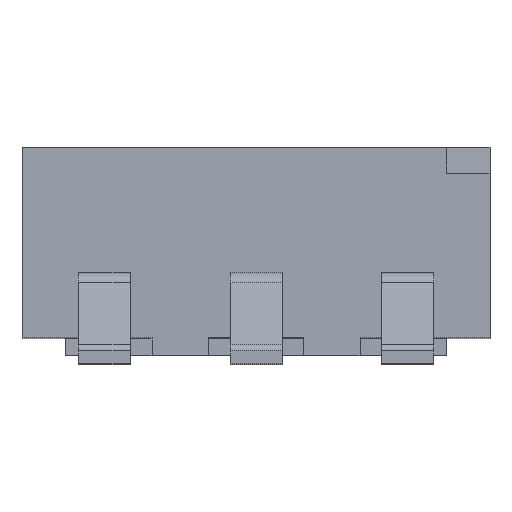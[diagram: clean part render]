
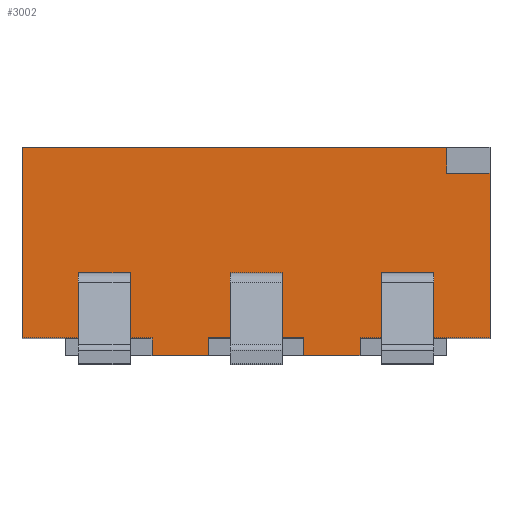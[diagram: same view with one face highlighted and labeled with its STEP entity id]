
A CAD part, top view. The second image highlights one B-rep face of the part: STEP entity #3002.
In plain terms, the highlighted planar face has unit normal (0, 0, 1).
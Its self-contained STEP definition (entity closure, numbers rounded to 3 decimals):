
#208=ORIENTED_EDGE('',*,*,#839,.F.);
#209=ORIENTED_EDGE('',*,*,#840,.T.);
#210=ORIENTED_EDGE('',*,*,#841,.T.);
#211=ORIENTED_EDGE('',*,*,#842,.F.);
#212=ORIENTED_EDGE('',*,*,#843,.F.);
#213=ORIENTED_EDGE('',*,*,#844,.T.);
#214=ORIENTED_EDGE('',*,*,#845,.T.);
#215=ORIENTED_EDGE('',*,*,#846,.F.);
#216=ORIENTED_EDGE('',*,*,#847,.F.);
#217=ORIENTED_EDGE('',*,*,#848,.T.);
#218=ORIENTED_EDGE('',*,*,#849,.T.);
#219=ORIENTED_EDGE('',*,*,#850,.F.);
#220=ORIENTED_EDGE('',*,*,#851,.F.);
#221=ORIENTED_EDGE('',*,*,#835,.T.);
#222=ORIENTED_EDGE('',*,*,#852,.F.);
#223=ORIENTED_EDGE('',*,*,#853,.T.);
#224=ORIENTED_EDGE('',*,*,#802,.T.);
#225=ORIENTED_EDGE('',*,*,#808,.T.);
#226=ORIENTED_EDGE('',*,*,#854,.F.);
#227=ORIENTED_EDGE('',*,*,#855,.T.);
#228=ORIENTED_EDGE('',*,*,#856,.T.);
#229=ORIENTED_EDGE('',*,*,#857,.F.);
#230=ORIENTED_EDGE('',*,*,#858,.F.);
#231=ORIENTED_EDGE('',*,*,#859,.T.);
#232=ORIENTED_EDGE('',*,*,#860,.T.);
#233=ORIENTED_EDGE('',*,*,#861,.F.);
#802=EDGE_CURVE('',#1115,#1114,#1339,.T.);
#808=EDGE_CURVE('',#1114,#1120,#1345,.T.);
#835=EDGE_CURVE('',#1144,#1145,#1372,.T.);
#839=EDGE_CURVE('',#1147,#1148,#1376,.T.);
#840=EDGE_CURVE('',#1147,#1149,#1377,.T.);
#841=EDGE_CURVE('',#1149,#1150,#1378,.T.);
#842=EDGE_CURVE('',#1148,#1150,#1379,.T.);
#843=EDGE_CURVE('',#1151,#1152,#1380,.T.);
#844=EDGE_CURVE('',#1151,#1153,#1381,.T.);
#845=EDGE_CURVE('',#1153,#1154,#1382,.T.);
#846=EDGE_CURVE('',#1152,#1154,#1383,.T.);
#847=EDGE_CURVE('',#1155,#1156,#1384,.T.);
#848=EDGE_CURVE('',#1155,#1157,#1385,.T.);
#849=EDGE_CURVE('',#1157,#1158,#1386,.T.);
#850=EDGE_CURVE('',#1156,#1158,#1387,.T.);
#851=EDGE_CURVE('',#1144,#1159,#1388,.T.);
#852=EDGE_CURVE('',#1160,#1145,#1389,.T.);
#853=EDGE_CURVE('',#1160,#1115,#1390,.T.);
#854=EDGE_CURVE('',#1161,#1120,#1391,.T.);
#855=EDGE_CURVE('',#1161,#1162,#1392,.T.);
#856=EDGE_CURVE('',#1162,#1163,#1393,.T.);
#857=EDGE_CURVE('',#1164,#1163,#1394,.T.);
#858=EDGE_CURVE('',#1165,#1164,#1395,.T.);
#859=EDGE_CURVE('',#1165,#1166,#1396,.T.);
#860=EDGE_CURVE('',#1166,#1167,#1397,.T.);
#861=EDGE_CURVE('',#1159,#1167,#1398,.T.);
#1114=VERTEX_POINT('',#4016);
#1115=VERTEX_POINT('',#4018);
#1120=VERTEX_POINT('',#4029);
#1144=VERTEX_POINT('',#4083);
#1145=VERTEX_POINT('',#4084);
#1147=VERTEX_POINT('',#4091);
#1148=VERTEX_POINT('',#4092);
#1149=VERTEX_POINT('',#4094);
#1150=VERTEX_POINT('',#4096);
#1151=VERTEX_POINT('',#4099);
#1152=VERTEX_POINT('',#4100);
#1153=VERTEX_POINT('',#4102);
#1154=VERTEX_POINT('',#4104);
#1155=VERTEX_POINT('',#4107);
#1156=VERTEX_POINT('',#4108);
#1157=VERTEX_POINT('',#4110);
#1158=VERTEX_POINT('',#4112);
#1159=VERTEX_POINT('',#4115);
#1160=VERTEX_POINT('',#4117);
#1161=VERTEX_POINT('',#4120);
#1162=VERTEX_POINT('',#4122);
#1163=VERTEX_POINT('',#4124);
#1164=VERTEX_POINT('',#4126);
#1165=VERTEX_POINT('',#4128);
#1166=VERTEX_POINT('',#4130);
#1167=VERTEX_POINT('',#4132);
#1339=LINE('',#4017,#1609);
#1345=LINE('',#4030,#1615);
#1372=LINE('',#4082,#1642);
#1376=LINE('',#4090,#1646);
#1377=LINE('',#4093,#1647);
#1378=LINE('',#4095,#1648);
#1379=LINE('',#4097,#1649);
#1380=LINE('',#4098,#1650);
#1381=LINE('',#4101,#1651);
#1382=LINE('',#4103,#1652);
#1383=LINE('',#4105,#1653);
#1384=LINE('',#4106,#1654);
#1385=LINE('',#4109,#1655);
#1386=LINE('',#4111,#1656);
#1387=LINE('',#4113,#1657);
#1388=LINE('',#4114,#1658);
#1389=LINE('',#4116,#1659);
#1390=LINE('',#4118,#1660);
#1391=LINE('',#4119,#1661);
#1392=LINE('',#4121,#1662);
#1393=LINE('',#4123,#1663);
#1394=LINE('',#4125,#1664);
#1395=LINE('',#4127,#1665);
#1396=LINE('',#4129,#1666);
#1397=LINE('',#4131,#1667);
#1398=LINE('',#4133,#1668);
#1609=VECTOR('',#3368,1000.);
#1615=VECTOR('',#3376,1000.);
#1642=VECTOR('',#3407,1000.);
#1646=VECTOR('',#3413,1000.);
#1647=VECTOR('',#3414,1000.);
#1648=VECTOR('',#3415,1000.);
#1649=VECTOR('',#3416,1000.);
#1650=VECTOR('',#3417,1000.);
#1651=VECTOR('',#3418,1000.);
#1652=VECTOR('',#3419,1000.);
#1653=VECTOR('',#3420,1000.);
#1654=VECTOR('',#3421,1000.);
#1655=VECTOR('',#3422,1000.);
#1656=VECTOR('',#3423,1000.);
#1657=VECTOR('',#3424,1000.);
#1658=VECTOR('',#3425,1000.);
#1659=VECTOR('',#3426,1000.);
#1660=VECTOR('',#3427,1000.);
#1661=VECTOR('',#3428,1000.);
#1662=VECTOR('',#3429,1000.);
#1663=VECTOR('',#3430,1000.);
#1664=VECTOR('',#3431,1000.);
#1665=VECTOR('',#3432,1000.);
#1666=VECTOR('',#3433,1000.);
#1667=VECTOR('',#3434,1000.);
#1668=VECTOR('',#3435,1000.);
#1861=EDGE_LOOP('',(#208,#209,#210,#211));
#1862=EDGE_LOOP('',(#212,#213,#214,#215));
#1863=EDGE_LOOP('',(#216,#217,#218,#219));
#1864=EDGE_LOOP('',(#220,#221,#222,#223,#224,#225,#226,#227,#228,#229,#230,
#231,#232,#233));
#1995=FACE_BOUND('',#1861,.T.);
#1996=FACE_BOUND('',#1862,.T.);
#1997=FACE_BOUND('',#1863,.T.);
#1998=FACE_BOUND('',#1864,.T.);
#2123=PLANE('',#3138);
#3002=ADVANCED_FACE('',(#1995,#1996,#1997,#1998),#2123,.T.);
#3138=AXIS2_PLACEMENT_3D('',#4089,#3411,#3412);
#3368=DIRECTION('',(-1.,0.,0.));
#3376=DIRECTION('',(0.,-1.,0.));
#3407=DIRECTION('',(0.,1.,0.));
#3411=DIRECTION('',(0.,0.,1.));
#3412=DIRECTION('',(1.,0.,0.));
#3413=DIRECTION('',(0.,1.,0.));
#3414=DIRECTION('',(-1.,0.,0.));
#3415=DIRECTION('',(0.,1.,0.));
#3416=DIRECTION('',(-1.,0.,0.));
#3417=DIRECTION('',(0.,1.,0.));
#3418=DIRECTION('',(-1.,0.,0.));
#3419=DIRECTION('',(0.,1.,0.));
#3420=DIRECTION('',(-1.,0.,0.));
#3421=DIRECTION('',(0.,1.,0.));
#3422=DIRECTION('',(-1.,0.,0.));
#3423=DIRECTION('',(0.,1.,0.));
#3424=DIRECTION('',(-1.,0.,0.));
#3425=DIRECTION('',(-1.,0.,0.));
#3426=DIRECTION('',(1.,0.,0.));
#3427=DIRECTION('',(0.,1.,0.));
#3428=DIRECTION('',(-1.,0.,0.));
#3429=DIRECTION('',(0.,-1.,0.));
#3430=DIRECTION('',(1.,0.,0.));
#3431=DIRECTION('',(0.,-1.,0.));
#3432=DIRECTION('',(-1.,0.,0.));
#3433=DIRECTION('',(0.,-1.,0.));
#3434=DIRECTION('',(1.,0.,0.));
#3435=DIRECTION('',(0.,-1.,0.));
#4016=CARTESIAN_POINT('',(-2.7,2.4,1.95));
#4017=CARTESIAN_POINT('',(2.7,2.4,1.95));
#4018=CARTESIAN_POINT('',(2.2,2.4,1.95));
#4029=CARTESIAN_POINT('',(-2.7,0.2,1.95));
#4030=CARTESIAN_POINT('',(-2.7,2.4,1.95));
#4082=CARTESIAN_POINT('',(2.7,0.,1.95));
#4083=CARTESIAN_POINT('',(2.7,0.2,1.95));
#4084=CARTESIAN_POINT('',(2.7,2.1,1.95));
#4089=CARTESIAN_POINT('',(0.,0.,1.95));
#4090=CARTESIAN_POINT('',(-1.45,0.,1.95));
#4091=CARTESIAN_POINT('',(-1.45,0.8,1.95));
#4092=CARTESIAN_POINT('',(-1.45,0.95,1.95));
#4093=CARTESIAN_POINT('',(-1.45,0.8,1.95));
#4094=CARTESIAN_POINT('',(-2.05,0.8,1.95));
#4095=CARTESIAN_POINT('',(-2.05,0.,1.95));
#4096=CARTESIAN_POINT('',(-2.05,0.95,1.95));
#4097=CARTESIAN_POINT('',(-1.45,0.95,1.95));
#4098=CARTESIAN_POINT('',(0.3,0.,1.95));
#4099=CARTESIAN_POINT('',(0.3,0.8,1.95));
#4100=CARTESIAN_POINT('',(0.3,0.95,1.95));
#4101=CARTESIAN_POINT('',(0.3,0.8,1.95));
#4102=CARTESIAN_POINT('',(-0.3,0.8,1.95));
#4103=CARTESIAN_POINT('',(-0.3,0.,1.95));
#4104=CARTESIAN_POINT('',(-0.3,0.95,1.95));
#4105=CARTESIAN_POINT('',(0.3,0.95,1.95));
#4106=CARTESIAN_POINT('',(2.05,0.,1.95));
#4107=CARTESIAN_POINT('',(2.05,0.8,1.95));
#4108=CARTESIAN_POINT('',(2.05,0.95,1.95));
#4109=CARTESIAN_POINT('',(2.05,0.8,1.95));
#4110=CARTESIAN_POINT('',(1.45,0.8,1.95));
#4111=CARTESIAN_POINT('',(1.45,0.,1.95));
#4112=CARTESIAN_POINT('',(1.45,0.95,1.95));
#4113=CARTESIAN_POINT('',(2.05,0.95,1.95));
#4114=CARTESIAN_POINT('',(0.,0.2,1.95));
#4115=CARTESIAN_POINT('',(1.2,0.2,1.95));
#4116=CARTESIAN_POINT('',(2.2,2.1,1.95));
#4117=CARTESIAN_POINT('',(2.2,2.1,1.95));
#4118=CARTESIAN_POINT('',(2.2,0.,1.95));
#4119=CARTESIAN_POINT('',(0.,0.2,1.95));
#4120=CARTESIAN_POINT('',(-1.2,0.2,1.95));
#4121=CARTESIAN_POINT('',(-1.2,0.2,1.95));
#4122=CARTESIAN_POINT('',(-1.2,0.,1.95));
#4123=CARTESIAN_POINT('',(-2.7,0.,1.95));
#4124=CARTESIAN_POINT('',(-0.55,0.,1.95));
#4125=CARTESIAN_POINT('',(-0.55,0.2,1.95));
#4126=CARTESIAN_POINT('',(-0.55,0.2,1.95));
#4127=CARTESIAN_POINT('',(0.,0.2,1.95));
#4128=CARTESIAN_POINT('',(0.55,0.2,1.95));
#4129=CARTESIAN_POINT('',(0.55,0.2,1.95));
#4130=CARTESIAN_POINT('',(0.55,0.,1.95));
#4131=CARTESIAN_POINT('',(-2.7,0.,1.95));
#4132=CARTESIAN_POINT('',(1.2,0.,1.95));
#4133=CARTESIAN_POINT('',(1.2,0.2,1.95));
